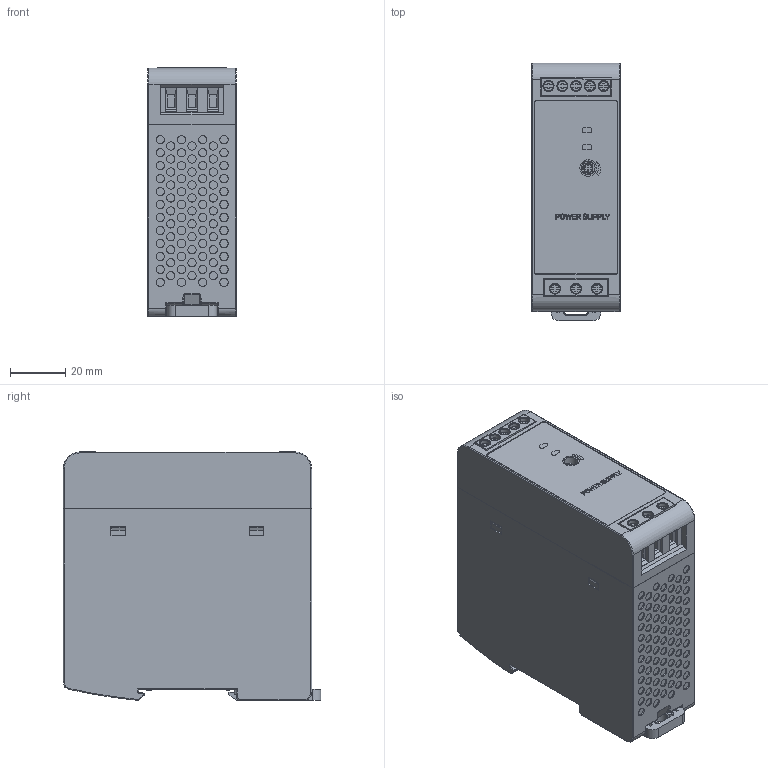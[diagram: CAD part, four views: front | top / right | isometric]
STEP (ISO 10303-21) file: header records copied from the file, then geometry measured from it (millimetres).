
FILE_DESCRIPTION (( 'STEP AP214' ), '1' );
FILE_NAME ('PSRS-24-30.STEP', '2025-09-03T18:25:47', ( '' ), ( '' ), 'SwSTEP 2.0', 'SolidWorks 2024', '' );
FILE_SCHEMA (( 'AUTOMOTIVE_DESIGN' ));
Length unit declared in the file: millimetre
Products named in the file (1): PSRS-24-30
Bounding box: 32 x 93.3 x 90.2 mm (x, y, z)
Volume: 248207.4 mm3; surface area: 32836.4 mm2
Topology: 1 solids, 11 shells, 1376 faces, 3365 edges, 2219 vertices
Faces by surface type: plane 733, cone 367, cylinder 191, torus 40, bspline 26, sphere 19
Entity records: 41375 total; most frequent: CARTESIAN_POINT 8338, DIRECTION 6966, ORIENTED_EDGE 6714, EDGE_CURVE 3357, AXIS2_PLACEMENT_3D 2489, VERTEX_POINT 2219, VECTOR 1988, LINE 1988
